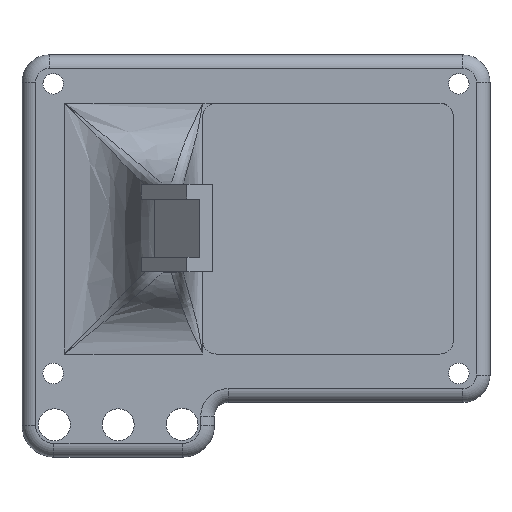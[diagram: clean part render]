
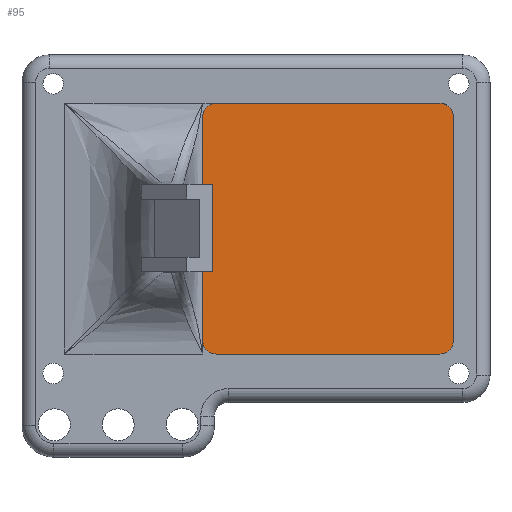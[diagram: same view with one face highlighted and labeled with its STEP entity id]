
A CAD part, top view. The second image highlights one B-rep face of the part: STEP entity #95.
In plain terms, the highlighted planar face has unit normal (0, 0, 1).
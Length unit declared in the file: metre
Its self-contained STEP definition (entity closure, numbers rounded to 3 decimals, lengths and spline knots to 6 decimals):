
#95 = ADVANCED_FACE( '', ( #248 ), #249, .T. );
#248 = FACE_OUTER_BOUND( '', #478, .T. );
#249 = PLANE( '', #479 );
#478 = EDGE_LOOP( '', ( #2686, #2687, #2688, #2689, #2690, #2691, #2692, #2693 ) );
#479 = AXIS2_PLACEMENT_3D( '', #2694, #2695, #2696 );
#2686 = ORIENTED_EDGE( '', *, *, #3248, .F. );
#2687 = ORIENTED_EDGE( '', *, *, #3249, .T. );
#2688 = ORIENTED_EDGE( '', *, *, #3250, .T. );
#2689 = ORIENTED_EDGE( '', *, *, #3251, .T. );
#2690 = ORIENTED_EDGE( '', *, *, #3252, .T. );
#2691 = ORIENTED_EDGE( '', *, *, #3253, .T. );
#2692 = ORIENTED_EDGE( '', *, *, #3254, .F. );
#2693 = ORIENTED_EDGE( '', *, *, #3255, .T. );
#2694 = CARTESIAN_POINT( '', ( 0., -0.006, -0.006 ) );
#2695 = DIRECTION( '', ( 0., 0., 1. ) );
#2696 = DIRECTION( '', ( 1., 0., 0. ) );
#3248 = EDGE_CURVE( '', #3491, #3492, #3493, .T. );
#3249 = EDGE_CURVE( '', #3491, #3494, #3495, .T. );
#3250 = EDGE_CURVE( '', #3494, #3496, #3497, .T. );
#3251 = EDGE_CURVE( '', #3496, #3498, #3499, .T. );
#3252 = EDGE_CURVE( '', #3498, #3500, #3501, .T. );
#3253 = EDGE_CURVE( '', #3500, #3502, #3503, .T. );
#3254 = EDGE_CURVE( '', #3504, #3502, #3505, .T. );
#3255 = EDGE_CURVE( '', #3504, #3492, #3506, .T. );
#3491 = VERTEX_POINT( '', #3845 );
#3492 = VERTEX_POINT( '', #3846 );
#3493 = LINE( '', #3847, #3848 );
#3494 = VERTEX_POINT( '', #3849 );
#3495 = CIRCLE( '', #3850, 0.003 );
#3496 = VERTEX_POINT( '', #3851 );
#3497 = LINE( '', #3852, #3853 );
#3498 = VERTEX_POINT( '', #3854 );
#3499 = CIRCLE( '', #3855, 0.003 );
#3500 = VERTEX_POINT( '', #3856 );
#3501 = LINE( '', #3857, #3858 );
#3502 = VERTEX_POINT( '', #3859 );
#3503 = CIRCLE( '', #3860, 0.003 );
#3504 = VERTEX_POINT( '', #3861 );
#3505 = LINE( '', #3862, #3863 );
#3506 = CIRCLE( '', #3864, 0.003 );
#3845 = CARTESIAN_POINT( '', ( 0.0403, -0.0275, -0.006 ) );
#3846 = CARTESIAN_POINT( '', ( -0.0087, -0.0275, -0.006 ) );
#3847 = CARTESIAN_POINT( '', ( 0.0158, -0.0275, -0.006 ) );
#3848 = VECTOR( '', #5940, 1. );
#3849 = CARTESIAN_POINT( '', ( 0.0433, -0.0245, -0.006 ) );
#3850 = AXIS2_PLACEMENT_3D( '', #5941, #5942, #5943 );
#3851 = CARTESIAN_POINT( '', ( 0.0433, 0.0245, -0.006 ) );
#3852 = CARTESIAN_POINT( '', ( 0.0433, 0., -0.006 ) );
#3853 = VECTOR( '', #5944, 1. );
#3854 = CARTESIAN_POINT( '', ( 0.0403, 0.0275, -0.006 ) );
#3855 = AXIS2_PLACEMENT_3D( '', #5945, #5946, #5947 );
#3856 = CARTESIAN_POINT( '', ( -0.0087, 0.0275, -0.006 ) );
#3857 = CARTESIAN_POINT( '', ( 0.0158, 0.0275, -0.006 ) );
#3858 = VECTOR( '', #5948, 1. );
#3859 = CARTESIAN_POINT( '', ( -0.0117, 0.0245, -0.006 ) );
#3860 = AXIS2_PLACEMENT_3D( '', #5949, #5950, #5951 );
#3861 = CARTESIAN_POINT( '', ( -0.0117, -0.0245, -0.006 ) );
#3862 = CARTESIAN_POINT( '', ( -0.0117, 0., -0.006 ) );
#3863 = VECTOR( '', #5952, 1. );
#3864 = AXIS2_PLACEMENT_3D( '', #5953, #5954, #5955 );
#5940 = DIRECTION( '', ( -1., 0., 0. ) );
#5941 = CARTESIAN_POINT( '', ( 0.0403, -0.0245, -0.006 ) );
#5942 = DIRECTION( '', ( 0., 0., 1. ) );
#5943 = DIRECTION( '', ( 1., 0., 0. ) );
#5944 = DIRECTION( '', ( 0., 1., 0. ) );
#5945 = CARTESIAN_POINT( '', ( 0.0403, 0.0245, -0.006 ) );
#5946 = DIRECTION( '', ( 0., 0., 1. ) );
#5947 = DIRECTION( '', ( 1., 0., 0. ) );
#5948 = DIRECTION( '', ( -1., 0., 0. ) );
#5949 = CARTESIAN_POINT( '', ( -0.0087, 0.0245, -0.006 ) );
#5950 = DIRECTION( '', ( 0., 0., 1. ) );
#5951 = DIRECTION( '', ( 1., 0., 0. ) );
#5952 = DIRECTION( '', ( 0., 1., 0. ) );
#5953 = CARTESIAN_POINT( '', ( -0.0087, -0.0245, -0.006 ) );
#5954 = DIRECTION( '', ( 0., 0., 1. ) );
#5955 = DIRECTION( '', ( 1., 0., 0. ) );
